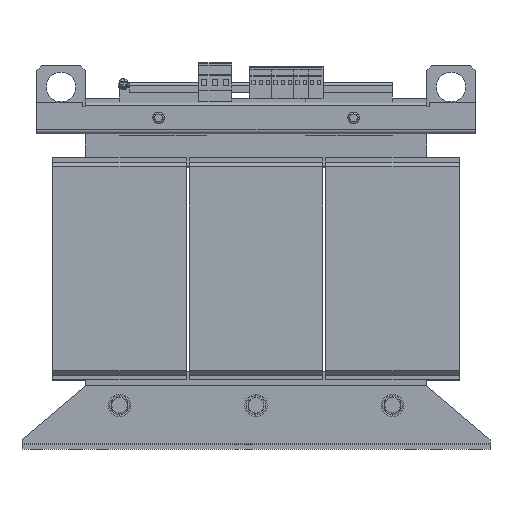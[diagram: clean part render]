
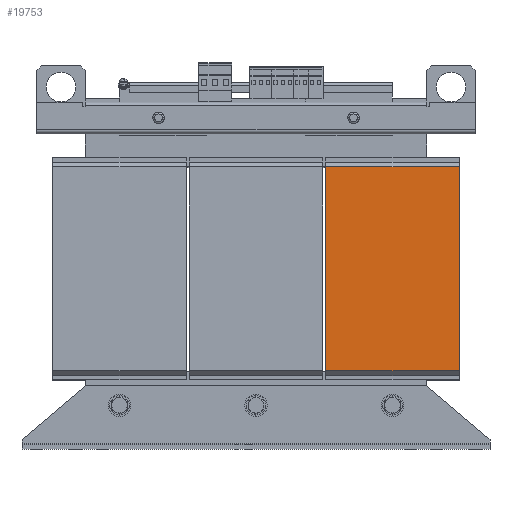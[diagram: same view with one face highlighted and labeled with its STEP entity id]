
A CAD part, top view. The second image highlights one B-rep face of the part: STEP entity #19753.
In plain terms, the highlighted planar face has unit normal (0, 0, 1).
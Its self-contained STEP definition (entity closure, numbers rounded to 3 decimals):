
#545 = LINE ( 'NONE', #20120, #19535 ) ;
#949 = CARTESIAN_POINT ( 'NONE',  ( 208.5, 104.5, 85. ) ) ;
#2222 = CARTESIAN_POINT ( 'NONE',  ( 208.5, 104.5, 85. ) ) ;
#3725 = VECTOR ( 'NONE', #4341, 1000. ) ;
#4341 = DIRECTION ( 'NONE',  ( -1., 0., 0. ) ) ;
#4356 = LINE ( 'NONE', #15877, #3725 ) ;
#5213 = VERTEX_POINT ( 'NONE', #16952 ) ;
#6526 = EDGE_CURVE ( 'NONE', #9712, #23861, #545, .T. ) ;
#6989 = FACE_OUTER_BOUND ( 'NONE', #19316, .T. ) ;
#9712 = VERTEX_POINT ( 'NONE', #949 ) ;
#10477 = DIRECTION ( 'NONE',  ( -1., 0., 0. ) ) ;
#10847 = EDGE_CURVE ( 'NONE', #23861, #5213, #4356, .T. ) ;
#11414 = LINE ( 'NONE', #2222, #13986 ) ;
#11676 = VERTEX_POINT ( 'NONE', #19499 ) ;
#12468 = EDGE_CURVE ( 'NONE', #11676, #5213, #19726, .T. ) ;
#13986 = VECTOR ( 'NONE', #10477, 1000. ) ;
#14916 = CARTESIAN_POINT ( 'NONE',  ( 208.5, 0., 85. ) ) ;
#15000 = PLANE ( 'NONE',  #21285 ) ;
#15024 = ORIENTED_EDGE ( 'NONE', *, *, #6526, .F. ) ;
#15142 = ORIENTED_EDGE ( 'NONE', *, *, #26674, .T. ) ;
#15465 = ORIENTED_EDGE ( 'NONE', *, *, #12468, .T. ) ;
#15829 = CARTESIAN_POINT ( 'NONE',  ( 71.5, 0., 85. ) ) ;
#15877 = CARTESIAN_POINT ( 'NONE',  ( 208.5, -104.5, 85. ) ) ;
#16952 = CARTESIAN_POINT ( 'NONE',  ( 71.5, -104.5, 85. ) ) ;
#17276 = CARTESIAN_POINT ( 'NONE',  ( 208.5, -104.5, 85. ) ) ;
#19316 = EDGE_LOOP ( 'NONE', ( #15465, #21457, #15024, #15142 ) ) ;
#19499 = CARTESIAN_POINT ( 'NONE',  ( 71.5, 104.5, 85. ) ) ;
#19535 = VECTOR ( 'NONE', #24935, 1000. ) ;
#19726 = LINE ( 'NONE', #15829, #20048 ) ;
#19753 = ADVANCED_FACE ( 'NONE', ( #6989 ), #15000, .F. ) ;
#20048 = VECTOR ( 'NONE', #20236, 1000. ) ;
#20120 = CARTESIAN_POINT ( 'NONE',  ( 208.5, 0., 85. ) ) ;
#20236 = DIRECTION ( 'NONE',  ( 0., -1., 0. ) ) ;
#21285 = AXIS2_PLACEMENT_3D ( 'NONE', #14916, #23164, #25153 ) ;
#21457 = ORIENTED_EDGE ( 'NONE', *, *, #10847, .F. ) ;
#23164 = DIRECTION ( 'NONE',  ( 0., 0., -1. ) ) ;
#23861 = VERTEX_POINT ( 'NONE', #17276 ) ;
#24935 = DIRECTION ( 'NONE',  ( 0., -1., 0. ) ) ;
#25153 = DIRECTION ( 'NONE',  ( 0., 1., 0. ) ) ;
#26674 = EDGE_CURVE ( 'NONE', #9712, #11676, #11414, .T. ) ;
